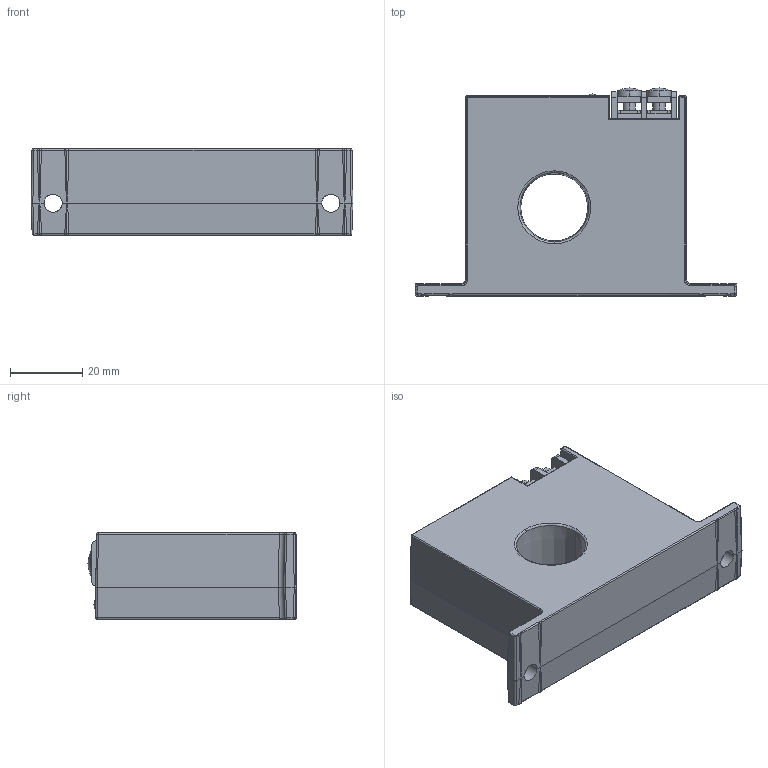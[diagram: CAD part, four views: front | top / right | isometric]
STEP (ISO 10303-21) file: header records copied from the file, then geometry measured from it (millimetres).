
FILE_DESCRIPTION (( 'STEP AP214' ), '1' );
FILE_NAME ('ACS200-AA3-FT.STEP', '2020-10-20T14:23:25', ( '' ), ( '' ), 'SwSTEP 2.0', 'SolidWorks 2017', '' );
FILE_SCHEMA (( 'AUTOMOTIVE_DESIGN' ));
Length unit declared in the file: inch
Products named in the file (1): ACS200-AA3-FT
Bounding box: 89 x 57.54 x 23.8 mm (x, y, z)
Volume: 31015 mm3; surface area: 34298.8 mm2
Topology: 8 solids, 8 shells, 550 faces, 1424 edges, 917 vertices
Faces by surface type: plane 360, cylinder 126, bspline 37, torus 13, cone 10, sphere 4
Entity records: 19642 total; most frequent: CARTESIAN_POINT 6555, ORIENTED_EDGE 2844, DIRECTION 2418, EDGE_CURVE 1422, VECTOR 974, LINE 974, VERTEX_POINT 917, AXIS2_PLACEMENT_3D 722
